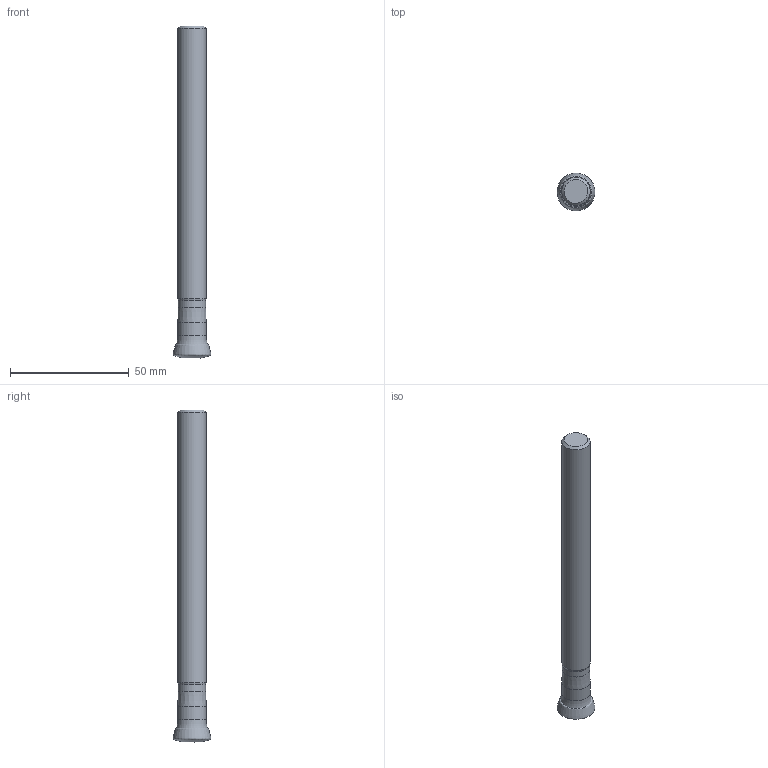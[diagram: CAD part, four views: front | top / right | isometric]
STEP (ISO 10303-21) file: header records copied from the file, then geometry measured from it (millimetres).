
FILE_DESCRIPTION(/* description */ (''),/* implementation_level */ '2;1');
FILE_NAME(/* name */ 'toolassembly_1.stp',/* time_stamp */ '2018-10-19T11:00:24+02:00',/* author */ (''),/* organization */ ('SMS'),/* preprocessor_version */ 'ST-DEVELOPER v15',/* originating_system */ 'SIEMENS PLM Software NX 8.5',/* authorisation */ '');
FILE_SCHEMA (('AUTOMOTIVE_DESIGN { 1 0 10303 214 3 1 1 1 }'));
Length unit declared in the file: millimetre
Products named in the file (4): ASSEMBLY_CONSTRUCTION; CUT_20181019105937; NOCUT_20181019105935; TOOLASSEMBLY_1
Assembly tree (3 placements, depth 2):
  TOOLASSEMBLY_1
    NOCUT_20181019105935
    CUT_20181019105937
    ASSEMBLY_CONSTRUCTION
Bounding box: 16 x 16 x 140 mm (x, y, z)
Volume: 16633.9 mm3; surface area: 6116.9 mm2
Topology: 2 solids, 2 shells, 14 faces, 31 edges, 27 vertices
Faces by surface type: cone 4, torus 4, cylinder 3, plane 2, bspline 1
Full cylindrical faces by diameter (mm): 11.591 x1, 11.991 x1, 12 x1
Entity records: 3232 total; most frequent: CARTESIAN_POINT 2808, DIRECTION 74, AXIS2_PLACEMENT_3D 37, EDGE_LOOP 24, ORIENTED_EDGE 24, FACE_BOUND 23, STYLED_ITEM 19, PRESENTATION_STYLE_ASSIGNMENT 19
